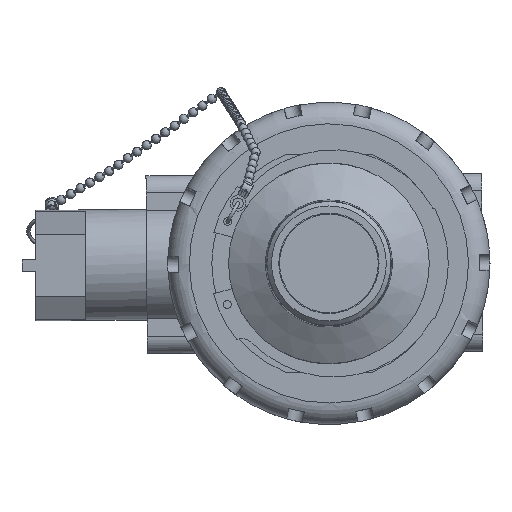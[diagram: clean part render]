
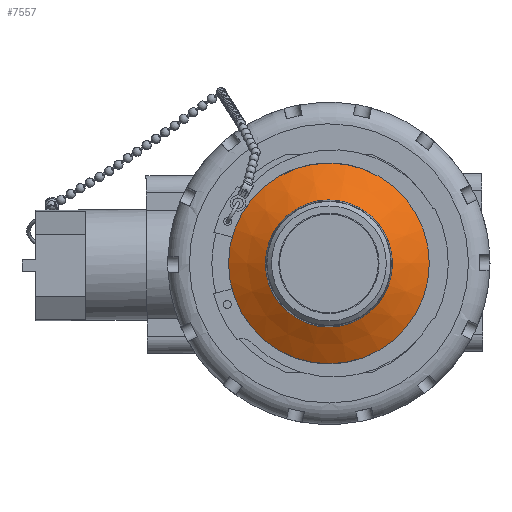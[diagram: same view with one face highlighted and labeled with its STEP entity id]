
A CAD part, left-side view. The second image highlights one B-rep face of the part: STEP entity #7557.
In plain terms, the highlighted conical face has half-angle 60 degrees and reference radius 31.115 mm.
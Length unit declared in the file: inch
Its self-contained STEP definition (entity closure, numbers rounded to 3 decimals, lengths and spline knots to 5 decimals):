
#661=FACE_OUTER_BOUND('',#1102,.T.);
#1102=EDGE_LOOP('',(#4978,#4979,#4980,#4981));
#1555=LINE('',#11441,#2030);
#2030=VECTOR('',#9121,1.225);
#2505=CIRCLE('',#8053,0.95);
#2511=CIRCLE('',#8066,1.5);
#3018=VERTEX_POINT('',#11405);
#3028=VERTEX_POINT('',#11437);
#3778=EDGE_CURVE('',#3018,#3018,#2505,.T.);
#3794=EDGE_CURVE('',#3028,#3028,#2511,.T.);
#3795=EDGE_CURVE('',#3028,#3018,#1555,.T.);
#4978=ORIENTED_EDGE('',*,*,#3794,.F.);
#4979=ORIENTED_EDGE('',*,*,#3795,.T.);
#4980=ORIENTED_EDGE('',*,*,#3778,.T.);
#4981=ORIENTED_EDGE('',*,*,#3795,.F.);
#7068=CONICAL_SURFACE('',#8067,1.225,1.047);
#7557=ADVANCED_FACE('',(#661),#7068,.T.);
#8053=AXIS2_PLACEMENT_3D('',#11406,#9081,#9082);
#8066=AXIS2_PLACEMENT_3D('',#11439,#9117,#9118);
#8067=AXIS2_PLACEMENT_3D('',#11440,#9119,#9120);
#9081=DIRECTION('center_axis',(1.,0.,0.));
#9082=DIRECTION('ref_axis',(0.,1.,0.));
#9117=DIRECTION('center_axis',(1.,0.,0.));
#9118=DIRECTION('ref_axis',(0.,1.,0.));
#9119=DIRECTION('center_axis',(1.,0.,0.));
#9120=DIRECTION('ref_axis',(0.,1.,0.));
#9121=DIRECTION('',(-0.5,0.866,0.));
#11405=CARTESIAN_POINT('',(-7.76553,-0.95,0.));
#11406=CARTESIAN_POINT('Origin',(-7.76553,0.,
0.));
#11437=CARTESIAN_POINT('',(-7.44798,-1.5,0.));
#11439=CARTESIAN_POINT('Origin',(-7.44798,0.,
0.));
#11440=CARTESIAN_POINT('Origin',(-7.60676,0.,
0.));
#11441=CARTESIAN_POINT('',(-7.60676,-1.225,0.));
